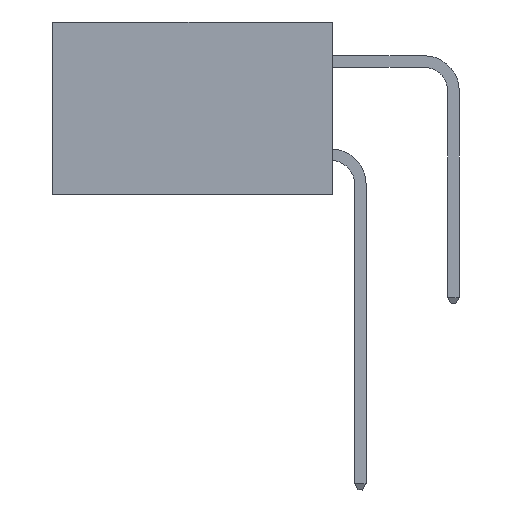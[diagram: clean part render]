
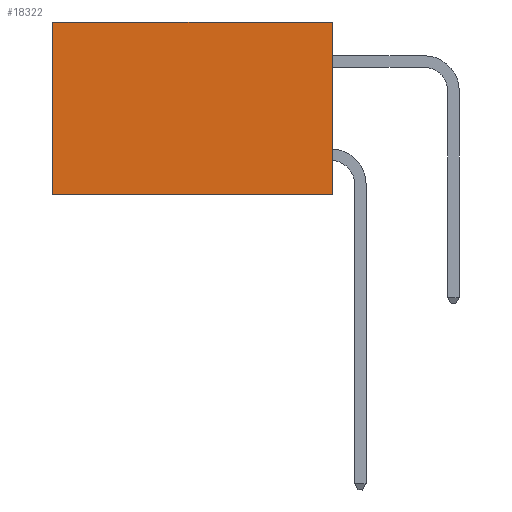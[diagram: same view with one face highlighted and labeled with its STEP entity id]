
A CAD part, left-side view. The second image highlights one B-rep face of the part: STEP entity #18322.
In plain terms, the highlighted planar face has unit normal (-1, 0, 0).
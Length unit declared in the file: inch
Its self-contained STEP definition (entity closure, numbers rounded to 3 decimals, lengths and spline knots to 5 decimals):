
#2077 = EDGE_CURVE ( 'NONE', #3573, #26588, #20060, .T. ) ;
#2259 = CARTESIAN_POINT ( 'NONE',  ( 0.298, 0.6, 0. ) ) ;
#2527 = ORIENTED_EDGE ( 'NONE', *, *, #2077, .T. ) ;
#3573 = VERTEX_POINT ( 'NONE', #27801 ) ;
#4379 = LINE ( 'NONE', #6308, #27388 ) ;
#6308 = CARTESIAN_POINT ( 'NONE',  ( 0.298, 0., -0.37 ) ) ;
#7070 = VECTOR ( 'NONE', #17978, 39.37008 ) ;
#9889 = CARTESIAN_POINT ( 'NONE',  ( 0.298, 0., 0. ) ) ;
#12663 = DIRECTION ( 'NONE',  ( 0., 0., -1. ) ) ;
#12816 = DIRECTION ( 'NONE',  ( 1., 0., 0. ) ) ;
#15122 = CARTESIAN_POINT ( 'NONE',  ( 0.298, 0., 0. ) ) ;
#15170 = DIRECTION ( 'NONE',  ( 0., 0., -1. ) ) ;
#16137 = EDGE_CURVE ( 'NONE', #25703, #23859, #24678, .T. ) ;
#17978 = DIRECTION ( 'NONE',  ( 0., 1., 0. ) ) ;
#18322 = ADVANCED_FACE ( 'NONE', ( #34553 ), #31110, .F. ) ;
#19646 = VECTOR ( 'NONE', #34397, 39.37008 ) ;
#19882 = EDGE_LOOP ( 'NONE', ( #2527, #31649, #34261, #34502 ) ) ;
#20060 = LINE ( 'NONE', #2259, #19646 ) ;
#20500 = CARTESIAN_POINT ( 'NONE',  ( 0.298, 0., 0. ) ) ;
#20541 = CARTESIAN_POINT ( 'NONE',  ( 0.298, 0., 0. ) ) ;
#20823 = EDGE_CURVE ( 'NONE', #25703, #3573, #29301, .T. ) ;
#21303 = VECTOR ( 'NONE', #12663, 39.37008 ) ;
#22856 = CARTESIAN_POINT ( 'NONE',  ( 0.298, 0., -0.37 ) ) ;
#23146 = AXIS2_PLACEMENT_3D ( 'NONE', #20541, #12816, #15170 ) ;
#23859 = VERTEX_POINT ( 'NONE', #22856 ) ;
#24365 = EDGE_CURVE ( 'NONE', #23859, #26588, #4379, .T. ) ;
#24678 = LINE ( 'NONE', #20500, #21303 ) ;
#25703 = VERTEX_POINT ( 'NONE', #15122 ) ;
#26588 = VERTEX_POINT ( 'NONE', #30070 ) ;
#27388 = VECTOR ( 'NONE', #27713, 39.37008 ) ;
#27713 = DIRECTION ( 'NONE',  ( 0., 1., 0. ) ) ;
#27801 = CARTESIAN_POINT ( 'NONE',  ( 0.298, 0.6, 0. ) ) ;
#29301 = LINE ( 'NONE', #9889, #7070 ) ;
#30070 = CARTESIAN_POINT ( 'NONE',  ( 0.298, 0.6, -0.37 ) ) ;
#31110 = PLANE ( 'NONE',  #23146 ) ;
#31649 = ORIENTED_EDGE ( 'NONE', *, *, #24365, .F. ) ;
#34261 = ORIENTED_EDGE ( 'NONE', *, *, #16137, .F. ) ;
#34397 = DIRECTION ( 'NONE',  ( 0., 0., -1. ) ) ;
#34502 = ORIENTED_EDGE ( 'NONE', *, *, #20823, .T. ) ;
#34553 = FACE_OUTER_BOUND ( 'NONE', #19882, .T. ) ;
